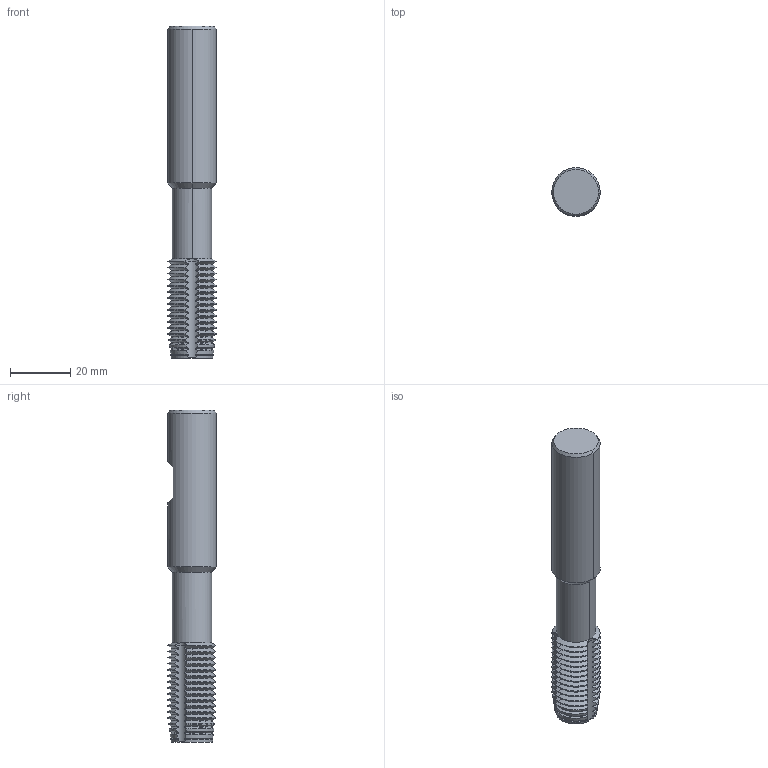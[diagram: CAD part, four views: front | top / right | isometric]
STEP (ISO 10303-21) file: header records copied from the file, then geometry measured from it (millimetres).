
FILE_DESCRIPTION(('no description'),'unknown implementation level');
FILE_NAME('solid2DEZe11itF9rRylU54G9oaRb59c_1.STP',' ',('CIM GmbH Aachen'),('CADClick - KiM GmbH - www.kimweb.de'),'unknown preprocess','ACIS','unknown authorization');
FILE_SCHEMA(('automotive_design'));
Length unit declared in the file: millimetre
Products named in the file (2): 1; 2
Bounding box: 16 x 16 x 110 mm (x, y, z)
Volume: 19027.3 mm3; surface area: 8960.4 mm2
Topology: 2 solids, 2 shells, 348 faces, 955 edges, 611 vertices
Faces by surface type: cone 192, cylinder 146, plane 7, torus 3
Entity records: 23867 total; most frequent: CARTESIAN_POINT 4479, STYLED_ITEM 1916, PRESENTATION_STYLE_ASSIGNMENT 1916, COLOUR_RGB 1916, ORIENTED_EDGE 1910, DIRECTION 1826, EDGE_CURVE 955, CURVE_STYLE 955
